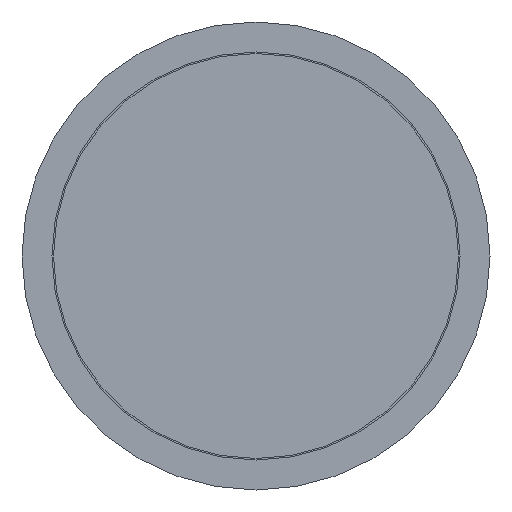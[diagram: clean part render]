
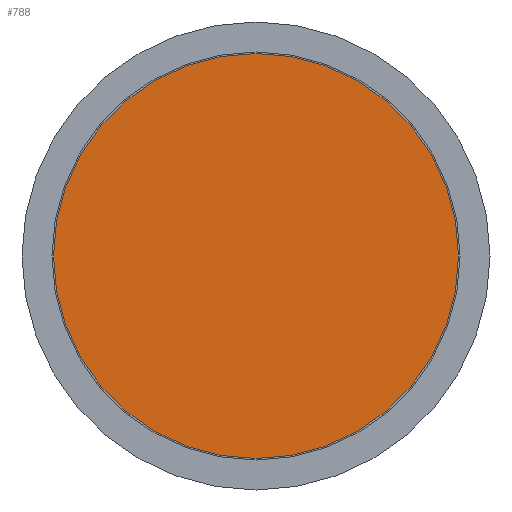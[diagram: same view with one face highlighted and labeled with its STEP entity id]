
A CAD part, front view. The second image highlights one B-rep face of the part: STEP entity #788.
In plain terms, the highlighted planar face has unit normal (0, -1, 0).
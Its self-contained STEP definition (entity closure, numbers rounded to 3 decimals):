
#12 = DIRECTION ( 'NONE',  ( 0., 0., 1. ) ) ;
#111 = AXIS2_PLACEMENT_3D ( 'NONE', #232, #523, #388 ) ;
#130 = PLANE ( 'NONE',  #578 ) ;
#224 = FACE_OUTER_BOUND ( 'NONE', #742, .T. ) ;
#232 = CARTESIAN_POINT ( 'NONE',  ( 0., 0., 0. ) ) ;
#349 = ORIENTED_EDGE ( 'NONE', *, *, #462, .T. ) ;
#355 = CARTESIAN_POINT ( 'NONE',  ( -33.75, 0., 0. ) ) ;
#388 = DIRECTION ( 'NONE',  ( 0., 0., -1. ) ) ;
#401 = VERTEX_POINT ( 'NONE', #871 ) ;
#462 = EDGE_CURVE ( 'NONE', #401, #401, #495, .T. ) ;
#495 = CIRCLE ( 'NONE', #111, 33.75 ) ;
#513 = DIRECTION ( 'NONE',  ( 0., 1., 0. ) ) ;
#523 = DIRECTION ( 'NONE',  ( 0., -1., 0. ) ) ;
#578 = AXIS2_PLACEMENT_3D ( 'NONE', #355, #513, #12 ) ;
#742 = EDGE_LOOP ( 'NONE', ( #349 ) ) ;
#788 = ADVANCED_FACE ( 'NONE', ( #224 ), #130, .F. ) ;
#871 = CARTESIAN_POINT ( 'NONE',  ( 0., 0., -33.75 ) ) ;
